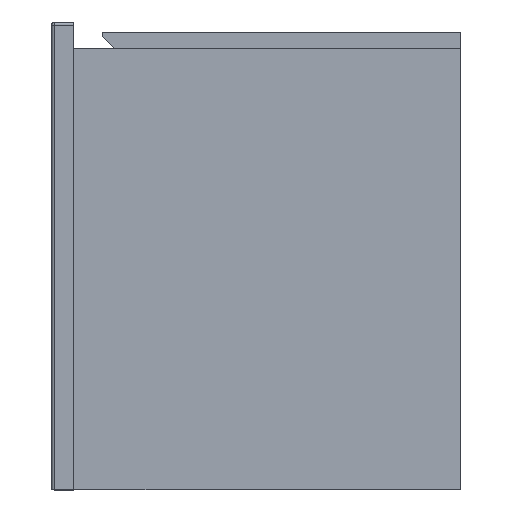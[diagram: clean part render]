
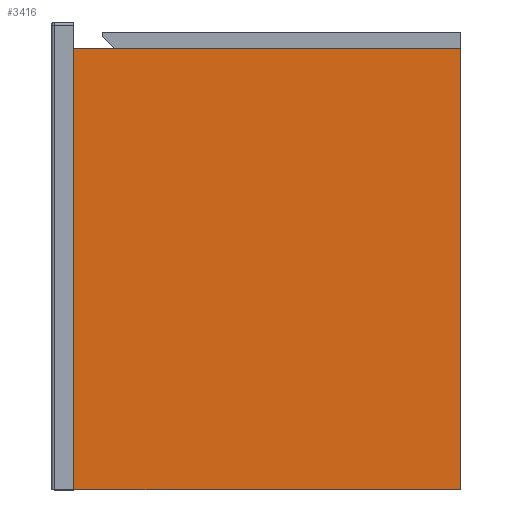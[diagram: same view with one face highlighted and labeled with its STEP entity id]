
A CAD part, left-side view. The second image highlights one B-rep face of the part: STEP entity #3416.
In plain terms, the highlighted planar face has unit normal (-1, 0, 0).
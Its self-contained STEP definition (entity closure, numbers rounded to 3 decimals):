
#180 = DIRECTION ( 'NONE',  ( 0., 0., -1. ) ) ;
#333 = AXIS2_PLACEMENT_3D ( 'NONE', #1917, #3015, #1204 ) ;
#403 = VERTEX_POINT ( 'NONE', #500 ) ;
#500 = CARTESIAN_POINT ( 'NONE',  ( -894., -190., 0. ) ) ;
#583 = VERTEX_POINT ( 'NONE', #3871 ) ;
#611 = LINE ( 'NONE', #4461, #3933 ) ;
#758 = EDGE_CURVE ( 'NONE', #3931, #583, #3450, .T. ) ;
#903 = CARTESIAN_POINT ( 'NONE',  ( -894., -190., 434. ) ) ;
#1204 = DIRECTION ( 'NONE',  ( 0., 0., 1. ) ) ;
#1377 = CARTESIAN_POINT ( 'NONE',  ( -894., 190., 0. ) ) ;
#1507 = CARTESIAN_POINT ( 'NONE',  ( -894., 190., 434. ) ) ;
#1542 = DIRECTION ( 'NONE',  ( 0., 0., -1. ) ) ;
#1559 = PLANE ( 'NONE',  #333 ) ;
#1612 = EDGE_CURVE ( 'NONE', #583, #1696, #611, .T. ) ;
#1651 = VECTOR ( 'NONE', #2707, 1000. ) ;
#1696 = VERTEX_POINT ( 'NONE', #1377 ) ;
#1877 = LINE ( 'NONE', #3036, #1651 ) ;
#1917 = CARTESIAN_POINT ( 'NONE',  ( -894., 190., 434. ) ) ;
#1926 = ORIENTED_EDGE ( 'NONE', *, *, #3129, .F. ) ;
#2303 = LINE ( 'NONE', #903, #3972 ) ;
#2573 = ORIENTED_EDGE ( 'NONE', *, *, #1612, .T. ) ;
#2707 = DIRECTION ( 'NONE',  ( 0., 1., 0. ) ) ;
#2800 = CARTESIAN_POINT ( 'NONE',  ( -894., -190., 434. ) ) ;
#3015 = DIRECTION ( 'NONE',  ( -1., 0., 0. ) ) ;
#3036 = CARTESIAN_POINT ( 'NONE',  ( -894., 190., 0. ) ) ;
#3129 = EDGE_CURVE ( 'NONE', #3931, #403, #2303, .T. ) ;
#3416 = ADVANCED_FACE ( 'NONE', ( #4469 ), #1559, .T. ) ;
#3450 = LINE ( 'NONE', #1507, #4178 ) ;
#3742 = EDGE_CURVE ( 'NONE', #403, #1696, #1877, .T. ) ;
#3829 = ORIENTED_EDGE ( 'NONE', *, *, #3742, .F. ) ;
#3871 = CARTESIAN_POINT ( 'NONE',  ( -894., 190., 434. ) ) ;
#3931 = VERTEX_POINT ( 'NONE', #2800 ) ;
#3933 = VECTOR ( 'NONE', #1542, 1000. ) ;
#3972 = VECTOR ( 'NONE', #180, 1000. ) ;
#4095 = EDGE_LOOP ( 'NONE', ( #3829, #1926, #4546, #2573 ) ) ;
#4178 = VECTOR ( 'NONE', #4399, 1000. ) ;
#4399 = DIRECTION ( 'NONE',  ( 0., 1., 0. ) ) ;
#4461 = CARTESIAN_POINT ( 'NONE',  ( -894., 190., 434. ) ) ;
#4469 = FACE_OUTER_BOUND ( 'NONE', #4095, .T. ) ;
#4546 = ORIENTED_EDGE ( 'NONE', *, *, #758, .T. ) ;
